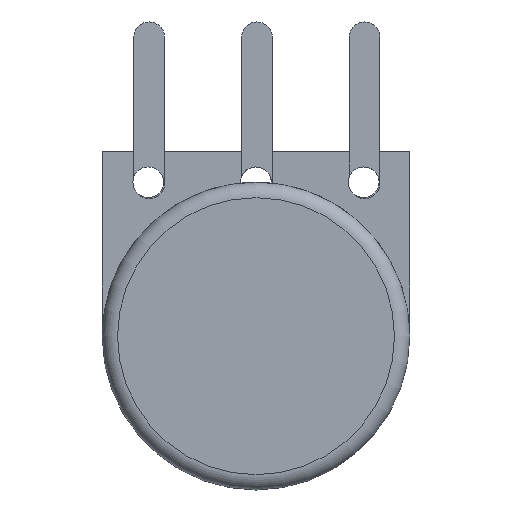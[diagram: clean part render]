
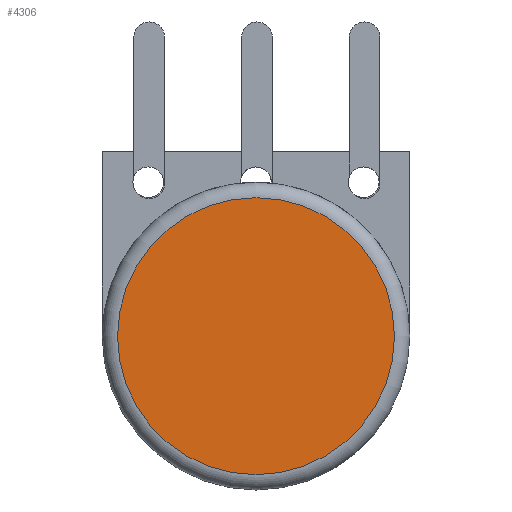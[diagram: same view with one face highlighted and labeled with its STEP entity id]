
A CAD part, front view. The second image highlights one B-rep face of the part: STEP entity #4306.
In plain terms, the highlighted planar face has unit normal (0, -1, 0).
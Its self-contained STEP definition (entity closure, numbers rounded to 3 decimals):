
#209=CIRCLE('',#4652,9.);
#429=FACE_OUTER_BOUND('',#660,.T.);
#660=EDGE_LOOP('',(#3921));
#2058=VERTEX_POINT('',#7072);
#2675=EDGE_CURVE('',#2058,#2058,#209,.T.);
#3921=ORIENTED_EDGE('',*,*,#2675,.F.);
#4086=PLANE('',#4654);
#4306=ADVANCED_FACE('',(#429),#4086,.F.);
#4652=AXIS2_PLACEMENT_3D('',#7073,#5828,#5829);
#4654=AXIS2_PLACEMENT_3D('',#7075,#5832,#5833);
#5828=DIRECTION('center_axis',(0.,1.,0.));
#5829=DIRECTION('ref_axis',(1.,0.,0.));
#5832=DIRECTION('center_axis',(0.,1.,0.));
#5833=DIRECTION('ref_axis',(0.,0.,1.));
#7072=CARTESIAN_POINT('',(-9.,0.,0.));
#7073=CARTESIAN_POINT('Origin',(0.,0.,0.));
#7075=CARTESIAN_POINT('Origin',(0.,0.,0.));
